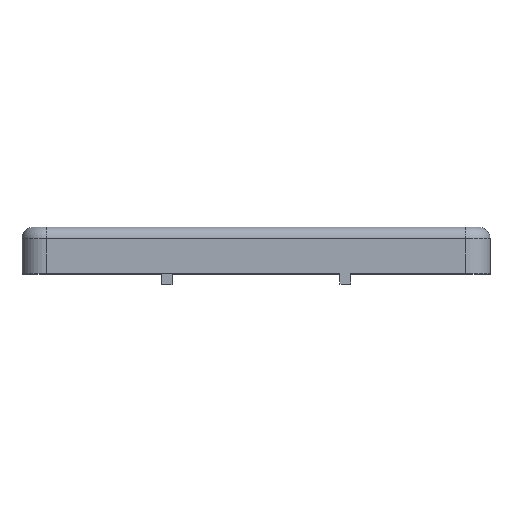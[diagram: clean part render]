
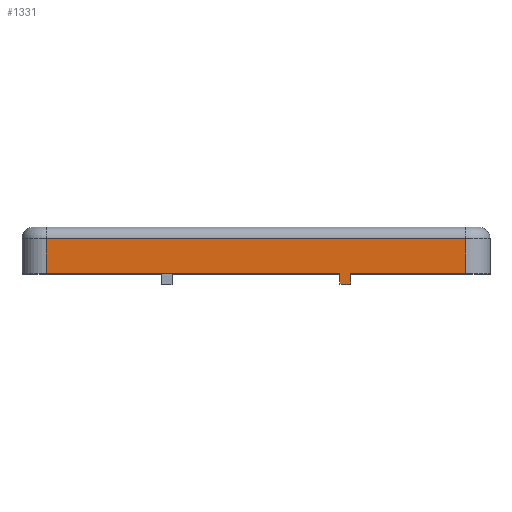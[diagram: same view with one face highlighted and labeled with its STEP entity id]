
A CAD part, top view. The second image highlights one B-rep face of the part: STEP entity #1331.
In plain terms, the highlighted planar face has unit normal (0, 0, 1).
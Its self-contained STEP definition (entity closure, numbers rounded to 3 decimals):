
#93 = VECTOR ( 'NONE', #1151, 1000. ) ;
#137 = CARTESIAN_POINT ( 'NONE',  ( 8.95, -5.4, 24.15 ) ) ;
#284 = VERTEX_POINT ( 'NONE', #1046 ) ;
#383 = VERTEX_POINT ( 'NONE', #2037 ) ;
#447 = LINE ( 'NONE', #1987, #616 ) ;
#473 = ORIENTED_EDGE ( 'NONE', *, *, #960, .T. ) ;
#477 = PLANE ( 'NONE',  #1694 ) ;
#516 = LINE ( 'NONE', #1487, #1368 ) ;
#541 = ORIENTED_EDGE ( 'NONE', *, *, #2142, .T. ) ;
#616 = VECTOR ( 'NONE', #1538, 1000. ) ;
#637 = DIRECTION ( 'NONE',  ( 1., 0., 0. ) ) ;
#673 = CARTESIAN_POINT ( 'NONE',  ( -19.85, -1.1, 24.15 ) ) ;
#677 = EDGE_CURVE ( 'NONE', #1783, #2919, #698, .T. ) ;
#679 = ORIENTED_EDGE ( 'NONE', *, *, #677, .T. ) ;
#688 = CARTESIAN_POINT ( 'NONE',  ( -19.85, 0., 24.15 ) ) ;
#694 = CARTESIAN_POINT ( 'NONE',  ( 7.95, -5.4, 24.15 ) ) ;
#698 = LINE ( 'NONE', #688, #93 ) ;
#702 = DIRECTION ( 'NONE',  ( 1., 0., 0. ) ) ;
#750 = EDGE_CURVE ( 'NONE', #1703, #383, #447, .T. ) ;
#874 = LINE ( 'NONE', #694, #2263 ) ;
#960 = EDGE_CURVE ( 'NONE', #2919, #383, #516, .T. ) ;
#979 = EDGE_CURVE ( 'NONE', #284, #1651, #2193, .T. ) ;
#1046 = CARTESIAN_POINT ( 'NONE',  ( 8.95, -5.4, 24.15 ) ) ;
#1079 = FACE_OUTER_BOUND ( 'NONE', #1200, .T. ) ;
#1151 = DIRECTION ( 'NONE',  ( 0., -1., 0. ) ) ;
#1200 = EDGE_LOOP ( 'NONE', ( #473, #2674, #2324, #1261, #541, #2857, #2574, #679 ) ) ;
#1248 = DIRECTION ( 'NONE',  ( 1., 0., 0. ) ) ;
#1261 = ORIENTED_EDGE ( 'NONE', *, *, #979, .T. ) ;
#1319 = EDGE_CURVE ( 'NONE', #284, #1703, #874, .T. ) ;
#1331 = ADVANCED_FACE ( 'NONE', ( #1079 ), #477, .T. ) ;
#1364 = DIRECTION ( 'NONE',  ( 1., 0., 0. ) ) ;
#1368 = VECTOR ( 'NONE', #1248, 1000. ) ;
#1375 = DIRECTION ( 'NONE',  ( 0., 0., 1. ) ) ;
#1428 = VECTOR ( 'NONE', #637, 1000. ) ;
#1487 = CARTESIAN_POINT ( 'NONE',  ( -19.85, -4.4, 24.15 ) ) ;
#1493 = CARTESIAN_POINT ( 'NONE',  ( 19.85, -1.1, 24.15 ) ) ;
#1538 = DIRECTION ( 'NONE',  ( 0., 1., 0. ) ) ;
#1541 = LINE ( 'NONE', #2950, #2688 ) ;
#1606 = DIRECTION ( 'NONE',  ( 0., -1., 0. ) ) ;
#1651 = VERTEX_POINT ( 'NONE', #2137 ) ;
#1677 = LINE ( 'NONE', #673, #1428 ) ;
#1694 = AXIS2_PLACEMENT_3D ( 'NONE', #2488, #1375, #702 ) ;
#1703 = VERTEX_POINT ( 'NONE', #2063 ) ;
#1783 = VERTEX_POINT ( 'NONE', #2804 ) ;
#1850 = CARTESIAN_POINT ( 'NONE',  ( 19.85, -4.4, 24.15 ) ) ;
#1863 = VECTOR ( 'NONE', #1364, 1000. ) ;
#1951 = CARTESIAN_POINT ( 'NONE',  ( -19.85, -4.4, 24.15 ) ) ;
#1987 = CARTESIAN_POINT ( 'NONE',  ( 7.95, -5.4, 24.15 ) ) ;
#2037 = CARTESIAN_POINT ( 'NONE',  ( 7.95, -4.4, 24.15 ) ) ;
#2063 = CARTESIAN_POINT ( 'NONE',  ( 7.95, -5.4, 24.15 ) ) ;
#2137 = CARTESIAN_POINT ( 'NONE',  ( 8.95, -4.4, 24.15 ) ) ;
#2142 = EDGE_CURVE ( 'NONE', #1651, #2672, #2330, .T. ) ;
#2159 = DIRECTION ( 'NONE',  ( 0., 1., 0. ) ) ;
#2193 = LINE ( 'NONE', #137, #2516 ) ;
#2200 = EDGE_CURVE ( 'NONE', #2407, #2672, #1541, .T. ) ;
#2254 = CARTESIAN_POINT ( 'NONE',  ( -19.85, -4.4, 24.15 ) ) ;
#2263 = VECTOR ( 'NONE', #2742, 1000. ) ;
#2324 = ORIENTED_EDGE ( 'NONE', *, *, #1319, .F. ) ;
#2330 = LINE ( 'NONE', #2254, #1863 ) ;
#2407 = VERTEX_POINT ( 'NONE', #1493 ) ;
#2488 = CARTESIAN_POINT ( 'NONE',  ( -19.85, 0., 24.15 ) ) ;
#2516 = VECTOR ( 'NONE', #2159, 1000. ) ;
#2532 = EDGE_CURVE ( 'NONE', #1783, #2407, #1677, .T. ) ;
#2574 = ORIENTED_EDGE ( 'NONE', *, *, #2532, .F. ) ;
#2672 = VERTEX_POINT ( 'NONE', #1850 ) ;
#2674 = ORIENTED_EDGE ( 'NONE', *, *, #750, .F. ) ;
#2688 = VECTOR ( 'NONE', #1606, 1000. ) ;
#2742 = DIRECTION ( 'NONE',  ( -1., 0., 0. ) ) ;
#2804 = CARTESIAN_POINT ( 'NONE',  ( -19.85, -1.1, 24.15 ) ) ;
#2857 = ORIENTED_EDGE ( 'NONE', *, *, #2200, .F. ) ;
#2919 = VERTEX_POINT ( 'NONE', #1951 ) ;
#2950 = CARTESIAN_POINT ( 'NONE',  ( 19.85, 0., 24.15 ) ) ;
